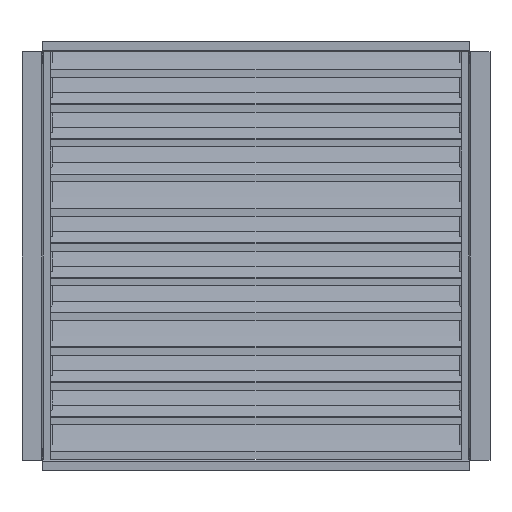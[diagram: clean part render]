
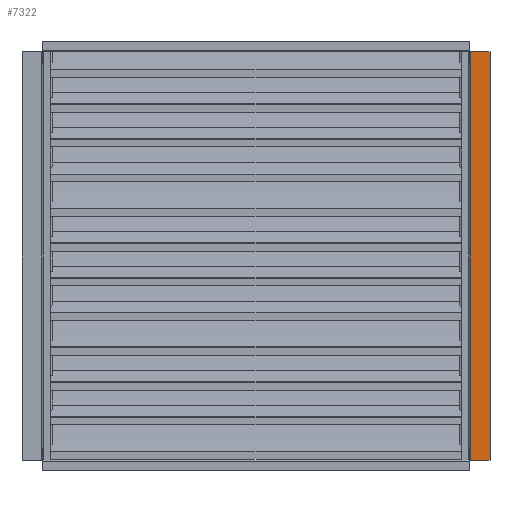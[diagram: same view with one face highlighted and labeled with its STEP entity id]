
A CAD part, top view. The second image highlights one B-rep face of the part: STEP entity #7322.
In plain terms, the highlighted planar face has unit normal (0, 0, 1).
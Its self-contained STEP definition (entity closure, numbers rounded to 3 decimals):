
#9 = AXIS2_PLACEMENT_3D ( 'NONE', #4167, #18599, #16456 ) ;
#295 = CARTESIAN_POINT ( 'NONE',  ( 686.14, -1103.652, 61.3 ) ) ;
#373 = VECTOR ( 'NONE', #4602, 1000. ) ;
#1644 = CARTESIAN_POINT ( 'NONE',  ( 662.876, -1103.652, 61.3 ) ) ;
#1971 = LINE ( 'NONE', #6384, #6169 ) ;
#2701 = EDGE_CURVE ( 'NONE', #26087, #14733, #8699, .T. ) ;
#3112 = CARTESIAN_POINT ( 'NONE',  ( 670.631, -103.652, 61.3 ) ) ;
#4167 = CARTESIAN_POINT ( 'NONE',  ( 686.14, -1208.652, 61.3 ) ) ;
#4602 = DIRECTION ( 'NONE',  ( -1., 0., 0. ) ) ;
#6105 = LINE ( 'NONE', #12611, #15382 ) ;
#6169 = VECTOR ( 'NONE', #8490, 1000. ) ;
#6384 = CARTESIAN_POINT ( 'NONE',  ( 711.14, -103.652, 61.3 ) ) ;
#6510 = B_SPLINE_CURVE_WITH_KNOTS ( 'NONE', 3,
 ( #1644, #10288, #18934, #27553 ),
 .UNSPECIFIED., .F., .F.,
 ( 4, 4 ),
 ( 0., 0.226 ),
 .UNSPECIFIED. ) ;
#6697 = VERTEX_POINT ( 'NONE', #17656 ) ;
#7322 = ADVANCED_FACE ( 'NONE', ( #8385 ), #14915, .F. ) ;
#7660 = CARTESIAN_POINT ( 'NONE',  ( 670.631, -1103.652, 61.3 ) ) ;
#7667 = EDGE_CURVE ( 'NONE', #14530, #26087, #6105, .T. ) ;
#7798 = B_SPLINE_CURVE_WITH_KNOTS ( 'NONE', 3,
 ( #10570, #19209, #8596, #25856 ),
 .UNSPECIFIED., .F., .F.,
 ( 4, 4 ),
 ( 0.774, 1. ),
 .UNSPECIFIED. ) ;
#8091 = CARTESIAN_POINT ( 'NONE',  ( 662.876, -1103.652, 61.3 ) ) ;
#8385 = FACE_OUTER_BOUND ( 'NONE', #16177, .T. ) ;
#8490 = DIRECTION ( 'NONE',  ( -1., 0., 0. ) ) ;
#8596 = CARTESIAN_POINT ( 'NONE',  ( 662.876, -270.319, 61.3 ) ) ;
#8699 = LINE ( 'NONE', #15615, #373 ) ;
#9473 = CARTESIAN_POINT ( 'NONE',  ( 686.14, -103.652, 61.3 ) ) ;
#9619 = ORIENTED_EDGE ( 'NONE', *, *, #25643, .F. ) ;
#10285 = CARTESIAN_POINT ( 'NONE',  ( 711.14, -103.652, 61.3 ) ) ;
#10288 = CARTESIAN_POINT ( 'NONE',  ( 662.876, -936.985, 61.3 ) ) ;
#10570 = CARTESIAN_POINT ( 'NONE',  ( 662.876, -603.652, 61.3 ) ) ;
#10576 = B_SPLINE_CURVE_WITH_KNOTS ( 'NONE', 3,
 ( #22373, #18419, #7660, #16284 ),
 .UNSPECIFIED., .F., .F.,
 ( 4, 4 ),
 ( 0., 1. ),
 .UNSPECIFIED. ) ;
#11505 = ORIENTED_EDGE ( 'NONE', *, *, #25442, .F. ) ;
#11729 = CARTESIAN_POINT ( 'NONE',  ( 678.385, -103.652, 61.3 ) ) ;
#12611 = CARTESIAN_POINT ( 'NONE',  ( 711.14, -103.652, 61.3 ) ) ;
#12861 = ORIENTED_EDGE ( 'NONE', *, *, #22595, .T. ) ;
#13730 = VERTEX_POINT ( 'NONE', #8091 ) ;
#14028 = CARTESIAN_POINT ( 'NONE',  ( 662.876, -603.652, 61.3 ) ) ;
#14530 = VERTEX_POINT ( 'NONE', #10285 ) ;
#14733 = VERTEX_POINT ( 'NONE', #295 ) ;
#14915 = PLANE ( 'NONE',  #9 ) ;
#15382 = VECTOR ( 'NONE', #19126, 1000. ) ;
#15615 = CARTESIAN_POINT ( 'NONE',  ( 711.14, -1103.652, 61.3 ) ) ;
#15742 = ORIENTED_EDGE ( 'NONE', *, *, #23395, .F. ) ;
#16177 = EDGE_LOOP ( 'NONE', ( #9619, #11505, #15742, #23499, #24138, #12861, #17779 ) ) ;
#16284 = CARTESIAN_POINT ( 'NONE',  ( 662.876, -1103.652, 61.3 ) ) ;
#16456 = DIRECTION ( 'NONE',  ( 0., -1., 0. ) ) ;
#17656 = CARTESIAN_POINT ( 'NONE',  ( 662.876, -103.652, 61.3 ) ) ;
#17742 = CARTESIAN_POINT ( 'NONE',  ( 711.14, -1103.652, 61.3 ) ) ;
#17779 = ORIENTED_EDGE ( 'NONE', *, *, #26943, .F. ) ;
#18419 = CARTESIAN_POINT ( 'NONE',  ( 678.385, -1103.652, 61.3 ) ) ;
#18599 = DIRECTION ( 'NONE',  ( 0., 0., -1. ) ) ;
#18661 = CARTESIAN_POINT ( 'NONE',  ( 686.14, -103.652, 61.3 ) ) ;
#18934 = CARTESIAN_POINT ( 'NONE',  ( 662.876, -770.319, 61.3 ) ) ;
#19126 = DIRECTION ( 'NONE',  ( 0., -1., 0. ) ) ;
#19209 = CARTESIAN_POINT ( 'NONE',  ( 662.876, -436.985, 61.3 ) ) ;
#20499 = CARTESIAN_POINT ( 'NONE',  ( 662.876, -103.652, 61.3 ) ) ;
#20606 = VERTEX_POINT ( 'NONE', #14028 ) ;
#22373 = CARTESIAN_POINT ( 'NONE',  ( 686.14, -1103.652, 61.3 ) ) ;
#22595 = EDGE_CURVE ( 'NONE', #14530, #26965, #1971, .T. ) ;
#23395 = EDGE_CURVE ( 'NONE', #14733, #13730, #10576, .T. ) ;
#23499 = ORIENTED_EDGE ( 'NONE', *, *, #2701, .F. ) ;
#23640 = B_SPLINE_CURVE_WITH_KNOTS ( 'NONE', 3,
 ( #20499, #3112, #11729, #9473 ),
 .UNSPECIFIED., .F., .F.,
 ( 4, 4 ),
 ( 0., 1. ),
 .UNSPECIFIED. ) ;
#24138 = ORIENTED_EDGE ( 'NONE', *, *, #7667, .F. ) ;
#25442 = EDGE_CURVE ( 'NONE', #13730, #20606, #6510, .T. ) ;
#25643 = EDGE_CURVE ( 'NONE', #20606, #6697, #7798, .T. ) ;
#25856 = CARTESIAN_POINT ( 'NONE',  ( 662.876, -103.652, 61.3 ) ) ;
#26087 = VERTEX_POINT ( 'NONE', #17742 ) ;
#26943 = EDGE_CURVE ( 'NONE', #6697, #26965, #23640, .T. ) ;
#26965 = VERTEX_POINT ( 'NONE', #18661 ) ;
#27553 = CARTESIAN_POINT ( 'NONE',  ( 662.876, -603.652, 61.3 ) ) ;
